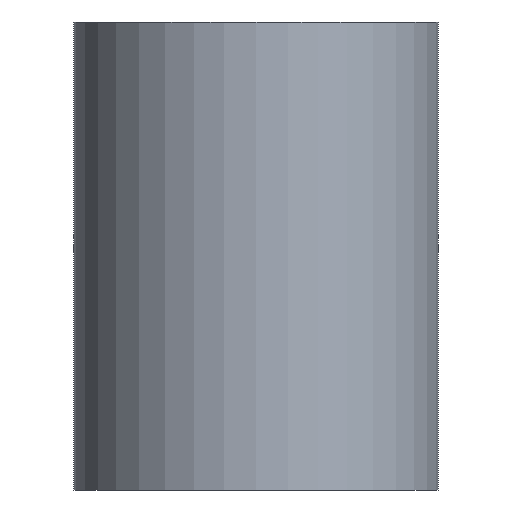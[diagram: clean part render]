
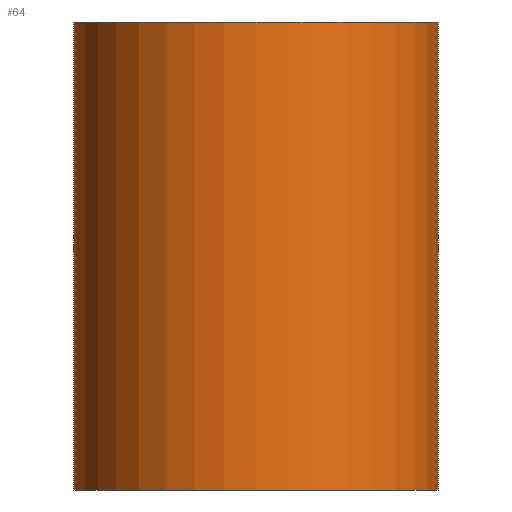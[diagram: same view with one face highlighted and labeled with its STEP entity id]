
A CAD part, front view. The second image highlights one B-rep face of the part: STEP entity #64.
In plain terms, the highlighted cylindrical face has radius 13.25 mm (diameter 26.5 mm), a partial arc.
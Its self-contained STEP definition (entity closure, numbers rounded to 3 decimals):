
#30 = VERTEX_POINT ( 'NONE', #169 ) ;
#31 = VERTEX_POINT ( 'NONE', #166 ) ;
#60 = ORIENTED_EDGE ( 'NONE', *, *, #101, .F. ) ;
#62 = ORIENTED_EDGE ( 'NONE', *, *, #120, .F. ) ;
#63 = EDGE_LOOP ( 'NONE', ( #62, #66, #99, #60 ) ) ;
#64 = ADVANCED_FACE ( 'NONE', ( #276 ), #275, .T. ) ;
#66 = ORIENTED_EDGE ( 'NONE', *, *, #104, .T. ) ;
#99 = ORIENTED_EDGE ( 'NONE', *, *, #115, .T. ) ;
#101 = EDGE_CURVE ( 'NONE', #119, #118, #199, .T. ) ;
#104 = EDGE_CURVE ( 'NONE', #31, #30, #313, .T. ) ;
#115 = EDGE_CURVE ( 'NONE', #30, #118, #296, .T. ) ;
#118 = VERTEX_POINT ( 'NONE', #186 ) ;
#119 = VERTEX_POINT ( 'NONE', #185 ) ;
#120 = EDGE_CURVE ( 'NONE', #31, #119, #184, .T. ) ;
#166 = CARTESIAN_POINT ( 'NONE',  ( -13.25, 0., -34. ) ) ;
#169 = CARTESIAN_POINT ( 'NONE',  ( 13.25, 0., -34. ) ) ;
#181 = DIRECTION ( 'NONE',  ( 0., 0., 1. ) ) ;
#182 = VECTOR ( 'NONE', #181, 1000. ) ;
#183 = CARTESIAN_POINT ( 'NONE',  ( -13.25, 0., 0. ) ) ;
#184 = LINE ( 'NONE', #183, #182 ) ;
#185 = CARTESIAN_POINT ( 'NONE',  ( -13.25, 0., 0. ) ) ;
#186 = CARTESIAN_POINT ( 'NONE',  ( 13.25, 0., 0. ) ) ;
#195 = DIRECTION ( 'NONE',  ( 1., 0., 0. ) ) ;
#196 = DIRECTION ( 'NONE',  ( 0., 0., 1. ) ) ;
#197 = CARTESIAN_POINT ( 'NONE',  ( 0., 0., 0. ) ) ;
#198 = AXIS2_PLACEMENT_3D ( 'NONE', #197, #196, #195 ) ;
#199 = CIRCLE ( 'NONE', #198, 13.25 ) ;
#270 = DIRECTION ( 'NONE',  ( 1., 0., 0. ) ) ;
#271 = DIRECTION ( 'NONE',  ( 0., 0., 1. ) ) ;
#272 = CARTESIAN_POINT ( 'NONE',  ( 0., 0., 0. ) ) ;
#273 = AXIS2_PLACEMENT_3D ( 'NONE', #272, #271, #270 ) ;
#275 = CYLINDRICAL_SURFACE ( 'NONE', #273, 13.25 ) ;
#276 = FACE_OUTER_BOUND ( 'NONE', #63, .T. ) ;
#293 = DIRECTION ( 'NONE',  ( 0., 0., 1. ) ) ;
#294 = VECTOR ( 'NONE', #293, 1000. ) ;
#295 = CARTESIAN_POINT ( 'NONE',  ( 13.25, 0., 0. ) ) ;
#296 = LINE ( 'NONE', #295, #294 ) ;
#309 = DIRECTION ( 'NONE',  ( 1., 0., 0. ) ) ;
#310 = DIRECTION ( 'NONE',  ( 0., 0., 1. ) ) ;
#311 = CARTESIAN_POINT ( 'NONE',  ( 0., 0., -34. ) ) ;
#312 = AXIS2_PLACEMENT_3D ( 'NONE', #311, #310, #309 ) ;
#313 = CIRCLE ( 'NONE', #312, 13.25 ) ;
